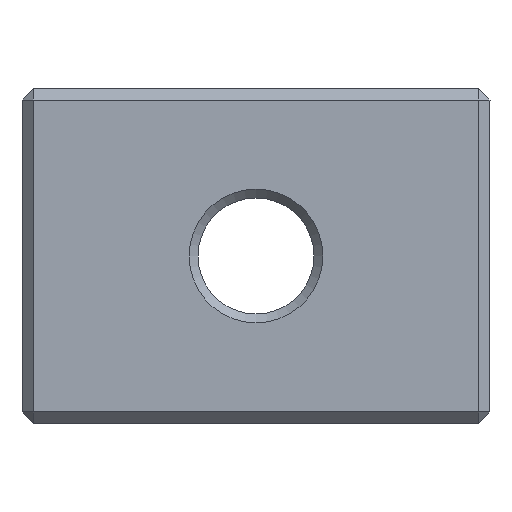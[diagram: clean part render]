
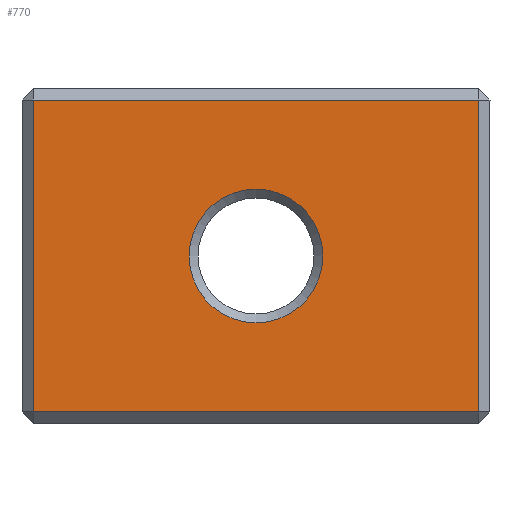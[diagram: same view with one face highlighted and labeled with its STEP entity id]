
A CAD part, front view. The second image highlights one B-rep face of the part: STEP entity #770.
In plain terms, the highlighted planar face has unit normal (0, -1, 0).
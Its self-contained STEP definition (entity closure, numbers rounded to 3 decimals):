
#46=FACE_BOUND('',#144,.T.);
#56=PLANE('',#850);
#90=FACE_OUTER_BOUND('',#143,.T.);
#143=EDGE_LOOP('',(#579,#580,#581,#582));
#144=EDGE_LOOP('',(#583));
#202=LINE('',#1183,#273);
#203=LINE('',#1185,#274);
#204=LINE('',#1187,#275);
#205=LINE('',#1188,#276);
#273=VECTOR('',#969,1.);
#274=VECTOR('',#970,1.);
#275=VECTOR('',#971,1.);
#276=VECTOR('',#972,1.);
#345=CIRCLE('',#851,3.);
#382=VERTEX_POINT('',#1181);
#383=VERTEX_POINT('',#1182);
#384=VERTEX_POINT('',#1184);
#385=VERTEX_POINT('',#1186);
#386=VERTEX_POINT('',#1189);
#456=EDGE_CURVE('',#382,#383,#202,.T.);
#457=EDGE_CURVE('',#383,#384,#203,.T.);
#458=EDGE_CURVE('',#384,#385,#204,.T.);
#459=EDGE_CURVE('',#385,#382,#205,.T.);
#460=EDGE_CURVE('',#386,#386,#345,.T.);
#579=ORIENTED_EDGE('',*,*,#456,.T.);
#580=ORIENTED_EDGE('',*,*,#457,.T.);
#581=ORIENTED_EDGE('',*,*,#458,.T.);
#582=ORIENTED_EDGE('',*,*,#459,.T.);
#583=ORIENTED_EDGE('',*,*,#460,.T.);
#770=ADVANCED_FACE('',(#90,#46),#56,.T.);
#850=AXIS2_PLACEMENT_3D('',#1180,#967,#968);
#851=AXIS2_PLACEMENT_3D('',#1190,#973,#974);
#967=DIRECTION('center_axis',(0.,-1.,0.));
#968=DIRECTION('ref_axis',(-1.,0.,0.));
#969=DIRECTION('',(0.,0.,1.));
#970=DIRECTION('',(-1.,0.,0.));
#971=DIRECTION('',(0.,0.,-1.));
#972=DIRECTION('',(1.,0.,0.));
#973=DIRECTION('center_axis',(0.,1.,0.));
#974=DIRECTION('ref_axis',(1.,0.,0.));
#1180=CARTESIAN_POINT('Origin',(-381.45,-55.,15.12));
#1181=CARTESIAN_POINT('',(-208.7,-55.,0.62));
#1182=CARTESIAN_POINT('',(-208.7,-55.,14.62));
#1183=CARTESIAN_POINT('',(-208.7,-55.,0.62));
#1184=CARTESIAN_POINT('',(-228.7,-55.,14.62));
#1185=CARTESIAN_POINT('',(-208.7,-55.,14.62));
#1186=CARTESIAN_POINT('',(-228.7,-55.,0.62));
#1187=CARTESIAN_POINT('',(-228.7,-55.,14.62));
#1188=CARTESIAN_POINT('',(-228.7,-55.,0.62));
#1189=CARTESIAN_POINT('',(-215.7,-55.,7.62));
#1190=CARTESIAN_POINT('Origin',(-218.7,-55.,7.62));
